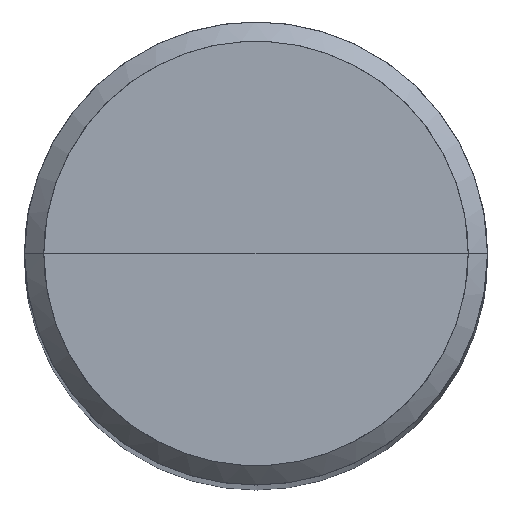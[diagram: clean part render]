
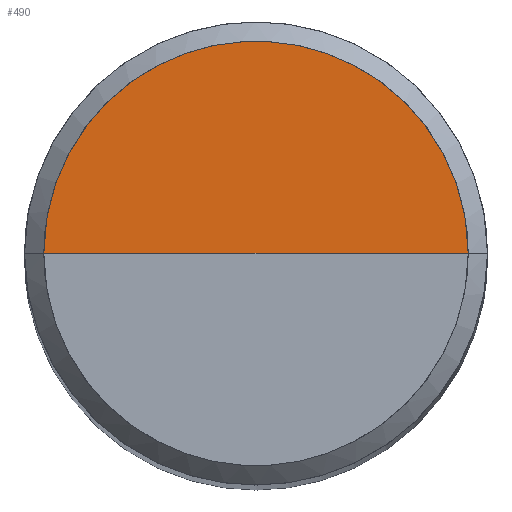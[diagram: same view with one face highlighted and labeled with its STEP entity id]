
A CAD part, top view. The second image highlights one B-rep face of the part: STEP entity #490.
In plain terms, the highlighted free-form (B-spline) face has degree [1, 2] with [2, 5] control points.
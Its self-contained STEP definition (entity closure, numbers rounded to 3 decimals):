
#180=CARTESIAN_POINT('',(-5.5,0.,74.6));
#184=CARTESIAN_POINT('',(5.5,0.,74.6));
#185=CARTESIAN_POINT('',(0.,0.,74.6));
#189=CARTESIAN_POINT('',(5.5,5.5,74.6));
#190=CARTESIAN_POINT('',(0.,5.5,74.6));
#191=CARTESIAN_POINT('',(-5.5,5.5,74.6));
#475=(
BOUNDED_SURFACE()
B_SPLINE_SURFACE(1,2,(
(#184,#189,#190,#191,#180),
(#185,#185,#185,#185,#185)
), .UNSPECIFIED.,.F.,.F.,.F.)
B_SPLINE_SURFACE_WITH_KNOTS((2,2),(3,2,3),(
0.,1.),(
0.,0.5,1.), .UNSPECIFIED.)
GEOMETRIC_REPRESENTATION_ITEM()
RATIONAL_B_SPLINE_SURFACE(((1.,0.707,1.,0.707,1.),
(1.,0.707,1.,0.707,1.)
))
REPRESENTATION_ITEM('')
SURFACE()
);
#476=(
BOUNDED_CURVE()
B_SPLINE_CURVE(2,(#180,#191,#190,#189,#184),.UNSPECIFIED.,.F.,.F.)
B_SPLINE_CURVE_WITH_KNOTS((3,2,3),
(0.,0.5,1.),.UNSPECIFIED.)
CURVE()
GEOMETRIC_REPRESENTATION_ITEM()
RATIONAL_B_SPLINE_CURVE((1.,0.707,1.,0.707,1.))
REPRESENTATION_ITEM('')
);
#477=(
BOUNDED_CURVE()
B_SPLINE_CURVE(1,(#184,#185),.UNSPECIFIED.,.F.,.F.)
B_SPLINE_CURVE_WITH_KNOTS((2,2),
(0.,1.),.UNSPECIFIED.)
CURVE()
GEOMETRIC_REPRESENTATION_ITEM()
RATIONAL_B_SPLINE_CURVE((1.,1.))
REPRESENTATION_ITEM('')
);
#478=(
BOUNDED_CURVE()
B_SPLINE_CURVE(1,(#185,#180),.UNSPECIFIED.,.F.,.F.)
B_SPLINE_CURVE_WITH_KNOTS((2,2),
(0.,1.),.UNSPECIFIED.)
CURVE()
GEOMETRIC_REPRESENTATION_ITEM()
RATIONAL_B_SPLINE_CURVE((1.,1.))
REPRESENTATION_ITEM('')
);
#479=VERTEX_POINT('',#180);
#480=VERTEX_POINT('',#184);
#481=VERTEX_POINT('',#185);
#482=EDGE_CURVE('',#479,#480,#476,.T.);
#483=EDGE_CURVE('',#480,#481,#477,.T.);
#484=EDGE_CURVE('',#481,#479,#478,.T.);
#485=ORIENTED_EDGE('',*,*,#482,.T.);
#486=ORIENTED_EDGE('',*,*,#483,.T.);
#487=ORIENTED_EDGE('',*,*,#484,.T.);
#488=EDGE_LOOP('',(#485,#486,#487));
#489=FACE_OUTER_BOUND('',#488,.T.);
#490=ADVANCED_FACE('',(#489),#475,.T.);
